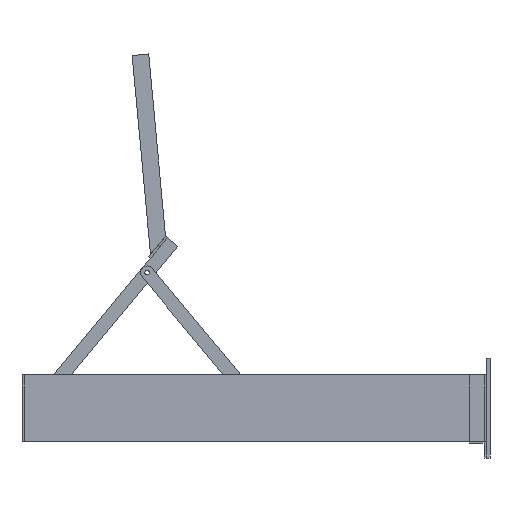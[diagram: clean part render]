
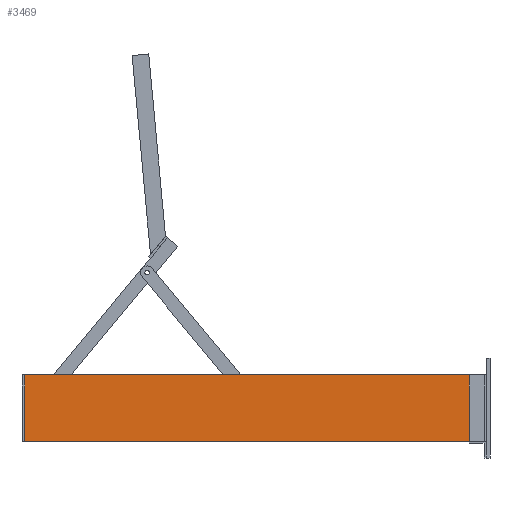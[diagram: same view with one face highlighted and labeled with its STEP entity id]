
A CAD part, left-side view. The second image highlights one B-rep face of the part: STEP entity #3469.
In plain terms, the highlighted planar face has unit normal (-1, 0, 0).
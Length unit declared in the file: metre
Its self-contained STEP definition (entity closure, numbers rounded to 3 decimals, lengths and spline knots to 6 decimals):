
#911=ORIENTED_EDGE('',*,*,#1454,.T.);
#912=ORIENTED_EDGE('',*,*,#1455,.F.);
#913=ORIENTED_EDGE('',*,*,#1456,.F.);
#914=ORIENTED_EDGE('',*,*,#1451,.T.);
#1451=EDGE_CURVE('',#1794,#1792,#2152,.T.);
#1454=EDGE_CURVE('',#1792,#1796,#2155,.T.);
#1455=EDGE_CURVE('',#1797,#1796,#2156,.T.);
#1456=EDGE_CURVE('',#1794,#1797,#2157,.T.);
#1792=VERTEX_POINT('',#5647);
#1794=VERTEX_POINT('',#5650);
#1796=VERTEX_POINT('',#5656);
#1797=VERTEX_POINT('',#5658);
#2152=LINE('',#5649,#2535);
#2155=LINE('',#5655,#2538);
#2156=LINE('',#5657,#2539);
#2157=LINE('',#5659,#2540);
#2535=VECTOR('',#4689,1.);
#2538=VECTOR('',#4694,1.);
#2539=VECTOR('',#4695,1.);
#2540=VECTOR('',#4696,1.);
#2836=EDGE_LOOP('',(#911,#912,#913,#914));
#3099=FACE_BOUND('',#2836,.T.);
#3280=PLANE('',#3893);
#3469=ADVANCED_FACE('',(#3099),#3280,.F.);
#3893=AXIS2_PLACEMENT_3D('',#5654,#4692,#4693);
#4689=DIRECTION('',(0.,1.,0.));
#4692=DIRECTION('',(1.,0.,0.));
#4693=DIRECTION('',(0.,0.,-1.));
#4694=DIRECTION('',(0.,0.,-1.));
#4695=DIRECTION('',(0.,1.,0.));
#4696=DIRECTION('',(0.,0.,-1.));
#5647=CARTESIAN_POINT('',(-0.05,0.,0.05));
#5649=CARTESIAN_POINT('',(-0.05,-0.694,0.05));
#5650=CARTESIAN_POINT('',(-0.05,-0.694,0.05));
#5654=CARTESIAN_POINT('',(-0.05,-0.694,0.));
#5655=CARTESIAN_POINT('',(-0.05,0.,0.));
#5656=CARTESIAN_POINT('',(-0.05,0.,-0.05));
#5657=CARTESIAN_POINT('',(-0.05,-0.694,-0.05));
#5658=CARTESIAN_POINT('',(-0.05,-0.694,-0.05));
#5659=CARTESIAN_POINT('',(-0.05,-0.694,0.));
